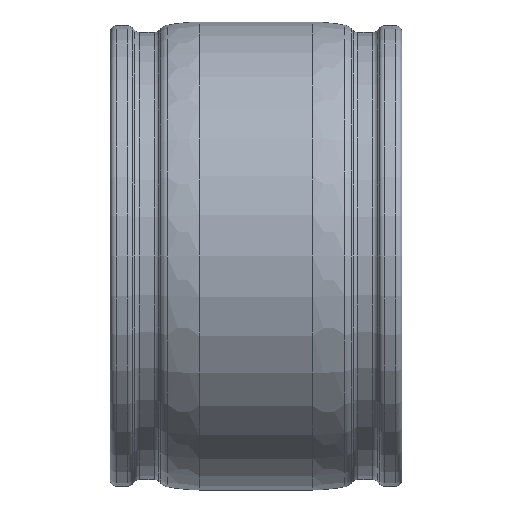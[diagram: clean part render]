
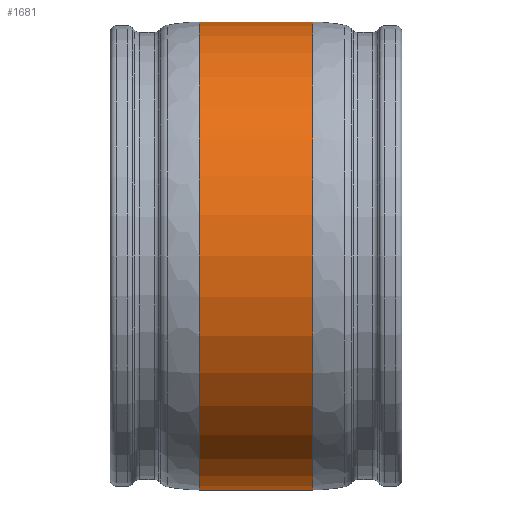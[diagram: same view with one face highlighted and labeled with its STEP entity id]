
A CAD part, front view. The second image highlights one B-rep face of the part: STEP entity #1681.
In plain terms, the highlighted cylindrical face has radius 288.5 mm (diameter 577 mm), a partial arc.
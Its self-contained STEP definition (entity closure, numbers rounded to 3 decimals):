
#19 = CIRCLE ( 'NONE', #2214, 288.5 ) ;
#111 = ORIENTED_EDGE ( 'NONE', *, *, #2993, .T. ) ;
#151 = LINE ( 'NONE', #2432, #2380 ) ;
#333 = CYLINDRICAL_SURFACE ( 'NONE', #2183, 288.5 ) ;
#376 = DIRECTION ( 'NONE',  ( -1., 0., 0. ) ) ;
#398 = CARTESIAN_POINT ( 'NONE',  ( -70., 0., 0. ) ) ;
#579 = CARTESIAN_POINT ( 'NONE',  ( 0., 0., 288.5 ) ) ;
#805 = EDGE_LOOP ( 'NONE', ( #2285, #111, #2250, #2940 ) ) ;
#824 = CARTESIAN_POINT ( 'NONE',  ( 0., 0., 0. ) ) ;
#857 = DIRECTION ( 'NONE',  ( 0., 0., 1. ) ) ;
#1005 = CARTESIAN_POINT ( 'NONE',  ( 70., 0., -288.5 ) ) ;
#1060 = DIRECTION ( 'NONE',  ( -1., 0., 0. ) ) ;
#1109 = VERTEX_POINT ( 'NONE', #1005 ) ;
#1151 = VERTEX_POINT ( 'NONE', #1235 ) ;
#1235 = CARTESIAN_POINT ( 'NONE',  ( -70., 0., -288.5 ) ) ;
#1307 = CARTESIAN_POINT ( 'NONE',  ( 70., 0., 0. ) ) ;
#1358 = LINE ( 'NONE', #579, #2828 ) ;
#1412 = DIRECTION ( 'NONE',  ( -1., 0., 0. ) ) ;
#1534 = CARTESIAN_POINT ( 'NONE',  ( -70., 0., 288.5 ) ) ;
#1681 = ADVANCED_FACE ( 'NONE', ( #3117 ), #333, .T. ) ;
#1795 = EDGE_CURVE ( 'NONE', #2544, #1967, #1358, .T. ) ;
#1967 = VERTEX_POINT ( 'NONE', #1534 ) ;
#2124 = DIRECTION ( 'NONE',  ( -1., 0., 0. ) ) ;
#2133 = DIRECTION ( 'NONE',  ( -1., 0., 0. ) ) ;
#2183 = AXIS2_PLACEMENT_3D ( 'NONE', #824, #2124, #857 ) ;
#2214 = AXIS2_PLACEMENT_3D ( 'NONE', #1307, #2133, #2329 ) ;
#2250 = ORIENTED_EDGE ( 'NONE', *, *, #1795, .T. ) ;
#2285 = ORIENTED_EDGE ( 'NONE', *, *, #3008, .F. ) ;
#2329 = DIRECTION ( 'NONE',  ( 0., 0., 1. ) ) ;
#2359 = CARTESIAN_POINT ( 'NONE',  ( 70., 0., 288.5 ) ) ;
#2380 = VECTOR ( 'NONE', #376, 1000. ) ;
#2432 = CARTESIAN_POINT ( 'NONE',  ( 0., 0., -288.5 ) ) ;
#2438 = DIRECTION ( 'NONE',  ( 0., 0., 1. ) ) ;
#2544 = VERTEX_POINT ( 'NONE', #2359 ) ;
#2648 = EDGE_CURVE ( 'NONE', #1151, #1967, #2909, .T. ) ;
#2828 = VECTOR ( 'NONE', #1060, 1000. ) ;
#2909 = CIRCLE ( 'NONE', #3129, 288.5 ) ;
#2940 = ORIENTED_EDGE ( 'NONE', *, *, #2648, .F. ) ;
#2993 = EDGE_CURVE ( 'NONE', #1109, #2544, #19, .T. ) ;
#3008 = EDGE_CURVE ( 'NONE', #1109, #1151, #151, .T. ) ;
#3117 = FACE_OUTER_BOUND ( 'NONE', #805, .T. ) ;
#3129 = AXIS2_PLACEMENT_3D ( 'NONE', #398, #1412, #2438 ) ;
